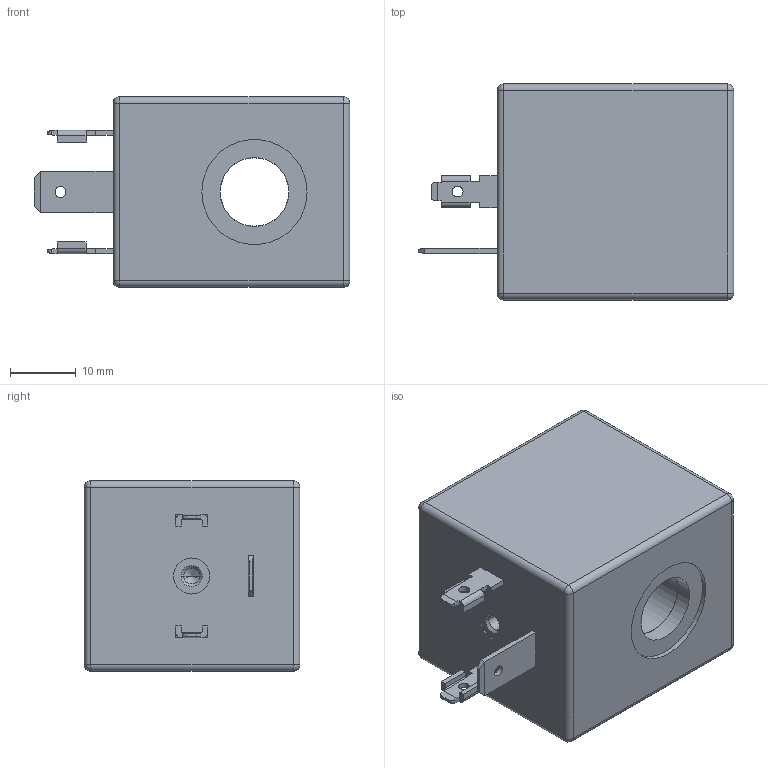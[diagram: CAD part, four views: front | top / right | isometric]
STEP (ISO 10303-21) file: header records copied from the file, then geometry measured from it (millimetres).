
FILE_DESCRIPTION((''),'2;1');
FILE_NAME('E30-0XX-XX','2013-08-06T',('avs330'),(''),'PRO/ENGINEER BY PARAMETRIC TECHNOLOGY CORPORATION, 2010430','PRO/ENGINEER BY PARAMETRIC TECHNOLOGY CORPORATION, 2010430','');
FILE_SCHEMA(('CONFIG_CONTROL_DESIGN'));
Length unit declared in the file: millimetre
Products named in the file (1): E30-0XX-XX
Bounding box: 48 x 32.8 x 29 mm (x, y, z)
Volume: 31309.6 mm3; surface area: 7558.4 mm2
Topology: 1 solids, 1 shells, 128 faces, 308 edges, 189 vertices
Faces by surface type: plane 72, cylinder 44, sphere 8, cone 4
Entity records: 3714 total; most frequent: CARTESIAN_POINT 647, DIRECTION 636, ORIENTED_EDGE 612, EDGE_CURVE 306, VECTOR 216, LINE 216, AXIS2_PLACEMENT_3D 210, VERTEX_POINT 189
